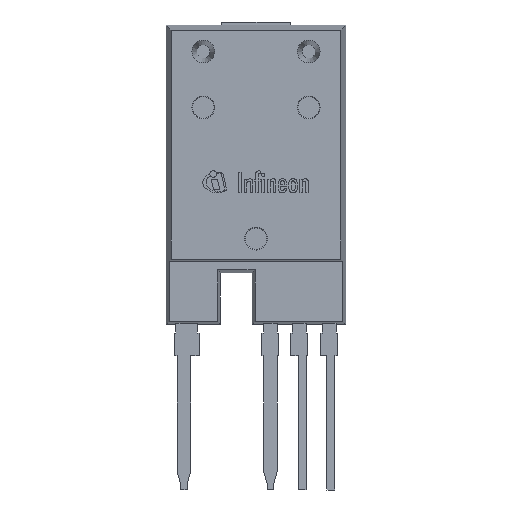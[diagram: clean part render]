
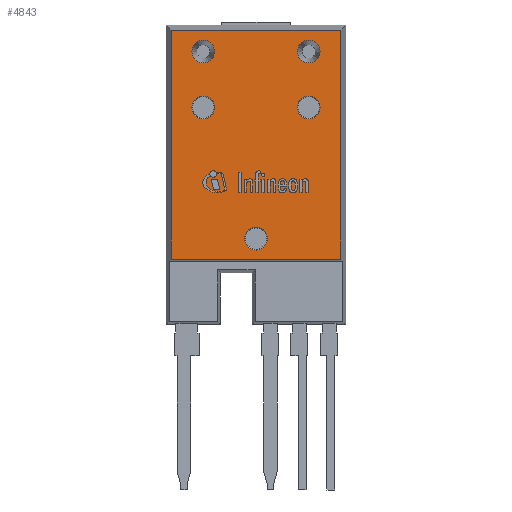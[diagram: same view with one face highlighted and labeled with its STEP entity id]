
A CAD part, left-side view. The second image highlights one B-rep face of the part: STEP entity #4843.
In plain terms, the highlighted planar face has unit normal (-1, 0, 0).
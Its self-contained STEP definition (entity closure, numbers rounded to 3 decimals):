
#95=FACE_BOUND('',#702,.T.);
#96=FACE_BOUND('',#703,.T.);
#97=FACE_BOUND('',#704,.T.);
#98=FACE_BOUND('',#705,.T.);
#99=FACE_BOUND('',#706,.T.);
#112=CIRCLE('',#5102,1.);
#115=CIRCLE('',#5108,1.);
#118=CIRCLE('',#5114,1.);
#121=CIRCLE('',#5121,1.);
#124=CIRCLE('',#5127,1.);
#409=FACE_OUTER_BOUND('',#701,.T.);
#701=EDGE_LOOP('',(#4127,#4128,#4129,#4130));
#702=EDGE_LOOP('',(#4131));
#703=EDGE_LOOP('',(#4132));
#704=EDGE_LOOP('',(#4133));
#705=EDGE_LOOP('',(#4134));
#706=EDGE_LOOP('',(#4135));
#1218=LINE('',#7919,#1814);
#1223=LINE('',#7930,#1819);
#1228=LINE('',#7937,#1824);
#1232=LINE('',#7946,#1828);
#1814=VECTOR('',#6115,1.);
#1819=VECTOR('',#6122,1.);
#1824=VECTOR('',#6131,1.);
#1828=VECTOR('',#6145,1.);
#2274=VERTEX_POINT('',#7805);
#2277=VERTEX_POINT('',#7814);
#2280=VERTEX_POINT('',#7823);
#2283=VERTEX_POINT('',#7833);
#2286=VERTEX_POINT('',#7842);
#2303=VERTEX_POINT('',#7916);
#2304=VERTEX_POINT('',#7918);
#2307=VERTEX_POINT('',#7926);
#2309=VERTEX_POINT('',#7929);
#2878=EDGE_CURVE('',#2274,#2274,#112,.T.);
#2881=EDGE_CURVE('',#2277,#2277,#115,.T.);
#2884=EDGE_CURVE('',#2280,#2280,#118,.T.);
#2887=EDGE_CURVE('',#2283,#2283,#121,.T.);
#2890=EDGE_CURVE('',#2286,#2286,#124,.T.);
#2917=EDGE_CURVE('',#2304,#2303,#1218,.T.);
#2922=EDGE_CURVE('',#2309,#2307,#1223,.T.);
#2927=EDGE_CURVE('',#2307,#2304,#1228,.T.);
#2931=EDGE_CURVE('',#2303,#2309,#1232,.T.);
#4127=ORIENTED_EDGE('',*,*,#2917,.T.);
#4128=ORIENTED_EDGE('',*,*,#2931,.T.);
#4129=ORIENTED_EDGE('',*,*,#2922,.T.);
#4130=ORIENTED_EDGE('',*,*,#2927,.T.);
#4131=ORIENTED_EDGE('',*,*,#2881,.T.);
#4132=ORIENTED_EDGE('',*,*,#2887,.T.);
#4133=ORIENTED_EDGE('',*,*,#2890,.T.);
#4134=ORIENTED_EDGE('',*,*,#2884,.T.);
#4135=ORIENTED_EDGE('',*,*,#2878,.T.);
#4570=PLANE('',#5145);
#4843=ADVANCED_FACE('',(#409,#95,#96,#97,#98,#99),#4570,.T.);
#5102=AXIS2_PLACEMENT_3D('',#7806,#6020,#6021);
#5108=AXIS2_PLACEMENT_3D('',#7815,#6032,#6033);
#5114=AXIS2_PLACEMENT_3D('',#7824,#6044,#6045);
#5121=AXIS2_PLACEMENT_3D('',#7834,#6058,#6059);
#5127=AXIS2_PLACEMENT_3D('',#7843,#6070,#6071);
#5145=AXIS2_PLACEMENT_3D('',#7947,#6146,#6147);
#6020=DIRECTION('center_axis',(1.,0.,0.));
#6021=DIRECTION('ref_axis',(0.,1.,0.));
#6032=DIRECTION('center_axis',(1.,0.,0.));
#6033=DIRECTION('ref_axis',(0.,1.,0.));
#6044=DIRECTION('center_axis',(1.,0.,0.));
#6045=DIRECTION('ref_axis',(0.,1.,0.));
#6058=DIRECTION('center_axis',(1.,0.,0.));
#6059=DIRECTION('ref_axis',(0.,1.,0.));
#6070=DIRECTION('center_axis',(1.,0.,0.));
#6071=DIRECTION('ref_axis',(0.,1.,0.));
#6115=DIRECTION('',(0.,0.,1.));
#6122=DIRECTION('',(0.,0.,-1.));
#6131=DIRECTION('',(0.,-1.,0.));
#6145=DIRECTION('',(0.,1.,0.));
#6146=DIRECTION('center_axis',(-1.,0.,0.));
#6147=DIRECTION('ref_axis',(0.,-1.,0.));
#7805=CARTESIAN_POINT('',(-2.09,-1.,10.312));
#7806=CARTESIAN_POINT('Origin',(-2.09,0.,
10.312));
#7814=CARTESIAN_POINT('',(-2.09,-5.64,21.872));
#7815=CARTESIAN_POINT('Origin',(-2.09,-4.64,21.872));
#7823=CARTESIAN_POINT('',(-2.09,3.64,21.872));
#7824=CARTESIAN_POINT('Origin',(-2.09,4.64,21.872));
#7833=CARTESIAN_POINT('',(-2.09,-5.64,26.78));
#7834=CARTESIAN_POINT('Origin',(-2.09,-4.64,26.78));
#7842=CARTESIAN_POINT('',(-2.09,3.64,26.78));
#7843=CARTESIAN_POINT('Origin',(-2.09,4.64,26.78));
#7916=CARTESIAN_POINT('',(-2.09,-7.479,28.669));
#7918=CARTESIAN_POINT('',(-2.09,-7.479,8.515));
#7919=CARTESIAN_POINT('',(-2.09,-7.479,9.342));
#7926=CARTESIAN_POINT('',(-2.09,7.479,8.515));
#7929=CARTESIAN_POINT('',(-2.09,7.479,28.669));
#7930=CARTESIAN_POINT('',(-2.09,7.479,9.342));
#7937=CARTESIAN_POINT('',(-2.09,-3.95,8.515));
#7946=CARTESIAN_POINT('',(-2.09,-3.95,28.669));
#7947=CARTESIAN_POINT('Origin',(-2.09,0.,
15.925));
